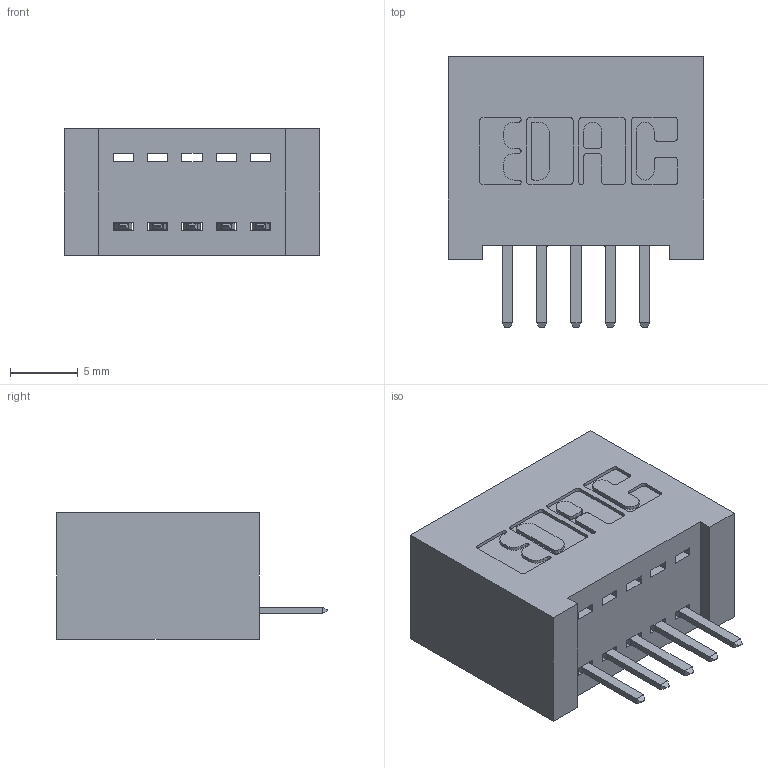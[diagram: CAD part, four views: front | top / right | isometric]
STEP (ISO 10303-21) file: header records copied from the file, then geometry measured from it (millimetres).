
FILE_DESCRIPTION (( 'STEP AP203' ), '1' );
FILE_NAME ('342-005-520-101.STEP', '2018-08-10T10:56:45', ( '' ), ( '' ), 'SwSTEP 2.0', 'SolidWorks 2016', '' );
FILE_SCHEMA (( 'CONFIG_CONTROL_DESIGN' ));
Length unit declared in the file: inch
Products named in the file (3): 342-005-520-101; 342 Part_Lugless; 345-292-001_345-293-120
Assembly tree (6 placements, depth 2):
  342-005-520-101
    342 Part_Lugless
    345-292-001_345-293-120  x5
Bounding box: 18.95 x 20.02 x 9.4 mm (x, y, z)
Volume: 1919.7 mm3; surface area: 2405.4 mm2
Topology: 6 solids, 6 shells, 412 faces, 1195 edges, 782 vertices
Faces by surface type: plane 282, cylinder 130
Entity records: 7547 total; most frequent: CARTESIAN_POINT 1325, ORIENTED_EDGE 1254, DIRECTION 1173, EDGE_CURVE 627, LINE 503, VECTOR 503, VERTEX_POINT 414, AXIS2_PLACEMENT_3D 335
